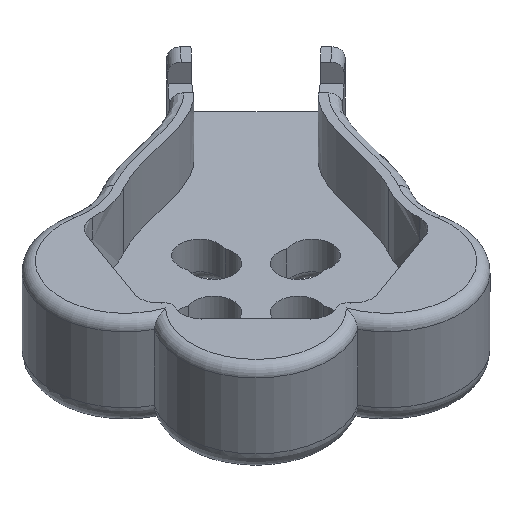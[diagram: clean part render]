
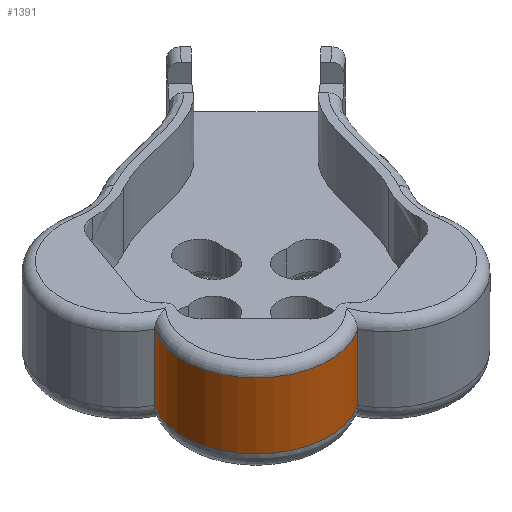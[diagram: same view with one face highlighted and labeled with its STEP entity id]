
A CAD part, isometric view. The second image highlights one B-rep face of the part: STEP entity #1391.
In plain terms, the highlighted cylindrical face has radius 7.8 mm (diameter 15.6 mm), a partial arc.
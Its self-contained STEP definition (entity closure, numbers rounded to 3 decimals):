
#78=CIRCLE('',#1510,7.8);
#85=CIRCLE('',#1520,7.8);
#239=FACE_OUTER_BOUND('',#325,.T.);
#325=EDGE_LOOP('',(#1044,#1045,#1046,#1047));
#414=LINE('',#2574,#499);
#415=LINE('',#2578,#500);
#499=VECTOR('',#1744,10.);
#500=VECTOR('',#1749,10.);
#609=VERTEX_POINT('',#2213);
#617=VERTEX_POINT('',#2364);
#627=VERTEX_POINT('',#2573);
#628=VERTEX_POINT('',#2577);
#771=EDGE_CURVE('',#617,#609,#78,.T.);
#788=EDGE_CURVE('',#627,#609,#414,.T.);
#790=EDGE_CURVE('',#628,#617,#415,.T.);
#791=EDGE_CURVE('',#627,#628,#85,.T.);
#1044=ORIENTED_EDGE('',*,*,#771,.F.);
#1045=ORIENTED_EDGE('',*,*,#790,.F.);
#1046=ORIENTED_EDGE('',*,*,#791,.F.);
#1047=ORIENTED_EDGE('',*,*,#788,.T.);
#1347=CYLINDRICAL_SURFACE('',#1519,7.8);
#1391=ADVANCED_FACE('',(#239),#1347,.T.);
#1510=AXIS2_PLACEMENT_3D('',#2365,#1725,#1726);
#1519=AXIS2_PLACEMENT_3D('',#2576,#1747,#1748);
#1520=AXIS2_PLACEMENT_3D('',#2579,#1750,#1751);
#1725=DIRECTION('center_axis',(0.,0.,1.));
#1726=DIRECTION('ref_axis',(-0.707,-0.707,0.));
#1744=DIRECTION('',(0.,0.,1.));
#1747=DIRECTION('center_axis',(0.,0.,-1.));
#1748=DIRECTION('ref_axis',(-0.829,0.559,0.));
#1749=DIRECTION('',(0.,0.,1.));
#1750=DIRECTION('center_axis',(0.,0.,-1.));
#1751=DIRECTION('ref_axis',(-0.707,-0.707,0.));
#2213=CARTESIAN_POINT('',(-68.42,-79.247,5.));
#2364=CARTESIAN_POINT('',(-79.247,-68.42,5.));
#2365=CARTESIAN_POINT('Origin',(-72.778,-72.778,5.));
#2573=CARTESIAN_POINT('',(-68.42,-79.247,-2.));
#2574=CARTESIAN_POINT('',(-68.42,-79.247,4.));
#2576=CARTESIAN_POINT('Origin',(-72.778,-72.778,4.));
#2577=CARTESIAN_POINT('',(-79.247,-68.42,-2.));
#2578=CARTESIAN_POINT('',(-79.247,-68.42,4.));
#2579=CARTESIAN_POINT('Origin',(-72.778,-72.778,-2.));
